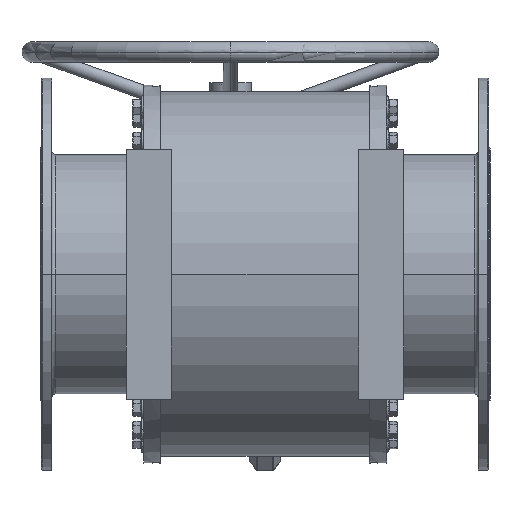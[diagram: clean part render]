
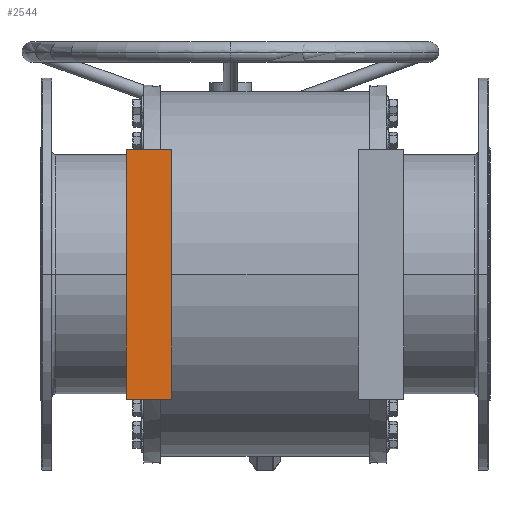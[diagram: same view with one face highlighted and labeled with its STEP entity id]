
A CAD part, front view. The second image highlights one B-rep face of the part: STEP entity #2544.
In plain terms, the highlighted planar face has unit normal (0, -1, 0).
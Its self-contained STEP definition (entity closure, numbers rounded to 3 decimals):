
#73 = VECTOR ( 'NONE', #300, 1000. ) ;
#300 = DIRECTION ( 'NONE',  ( 1., 0., 0. ) ) ;
#1076 = EDGE_LOOP ( 'NONE', ( #11330, #19125, #5677, #20848 ) ) ;
#1078 = CARTESIAN_POINT ( 'NONE',  ( -200., -401., -180. ) ) ;
#2272 = EDGE_CURVE ( 'NONE', #15081, #16021, #8987, .T. ) ;
#2519 = CARTESIAN_POINT ( 'NONE',  ( -175., -401., 180. ) ) ;
#2544 = ADVANCED_FACE ( 'NONE', ( #5734 ), #14269, .F. ) ;
#3631 = DIRECTION ( 'NONE',  ( 0., 1., 0. ) ) ;
#3919 = CARTESIAN_POINT ( 'NONE',  ( -200., -401., 180. ) ) ;
#4239 = EDGE_CURVE ( 'NONE', #7595, #16021, #9045, .T. ) ;
#4622 = VECTOR ( 'NONE', #6934, 1000. ) ;
#5677 = ORIENTED_EDGE ( 'NONE', *, *, #2272, .F. ) ;
#5734 = FACE_OUTER_BOUND ( 'NONE', #1076, .T. ) ;
#6602 = CARTESIAN_POINT ( 'NONE',  ( -135., -401., -180. ) ) ;
#6934 = DIRECTION ( 'NONE',  ( 0., 0., 1. ) ) ;
#7595 = VERTEX_POINT ( 'NONE', #6602 ) ;
#8105 = VERTEX_POINT ( 'NONE', #1078 ) ;
#8870 = LINE ( 'NONE', #11531, #26239 ) ;
#8987 = LINE ( 'NONE', #2519, #73 ) ;
#9045 = LINE ( 'NONE', #17581, #4622 ) ;
#10818 = DIRECTION ( 'NONE',  ( 1., 0., 0. ) ) ;
#11330 = ORIENTED_EDGE ( 'NONE', *, *, #26120, .T. ) ;
#11531 = CARTESIAN_POINT ( 'NONE',  ( -200., -401., -180. ) ) ;
#11543 = AXIS2_PLACEMENT_3D ( 'NONE', #22795, #3631, #12445 ) ;
#12445 = DIRECTION ( 'NONE',  ( 0., 0., 1. ) ) ;
#14269 = PLANE ( 'NONE',  #11543 ) ;
#15081 = VERTEX_POINT ( 'NONE', #3919 ) ;
#16021 = VERTEX_POINT ( 'NONE', #21712 ) ;
#16059 = EDGE_CURVE ( 'NONE', #8105, #15081, #8870, .T. ) ;
#17266 = CARTESIAN_POINT ( 'NONE',  ( -175., -401., -180. ) ) ;
#17581 = CARTESIAN_POINT ( 'NONE',  ( -135., -401., -180. ) ) ;
#19125 = ORIENTED_EDGE ( 'NONE', *, *, #4239, .T. ) ;
#19911 = DIRECTION ( 'NONE',  ( 0., 0., 1. ) ) ;
#20848 = ORIENTED_EDGE ( 'NONE', *, *, #16059, .F. ) ;
#21712 = CARTESIAN_POINT ( 'NONE',  ( -135., -401., 180. ) ) ;
#22795 = CARTESIAN_POINT ( 'NONE',  ( -175., -401., 0. ) ) ;
#26120 = EDGE_CURVE ( 'NONE', #8105, #7595, #27469, .T. ) ;
#26239 = VECTOR ( 'NONE', #19911, 1000. ) ;
#27170 = VECTOR ( 'NONE', #10818, 1000. ) ;
#27469 = LINE ( 'NONE', #17266, #27170 ) ;
